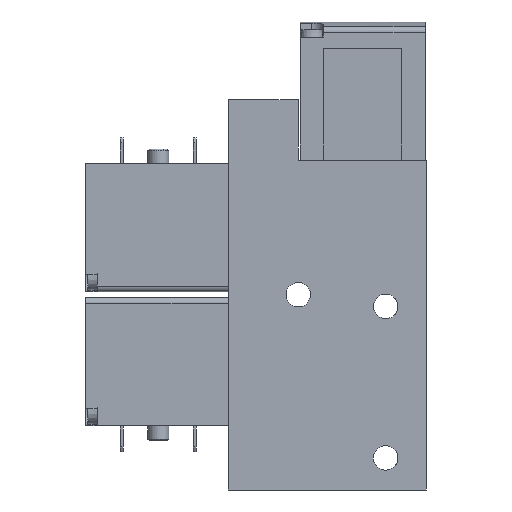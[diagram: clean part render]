
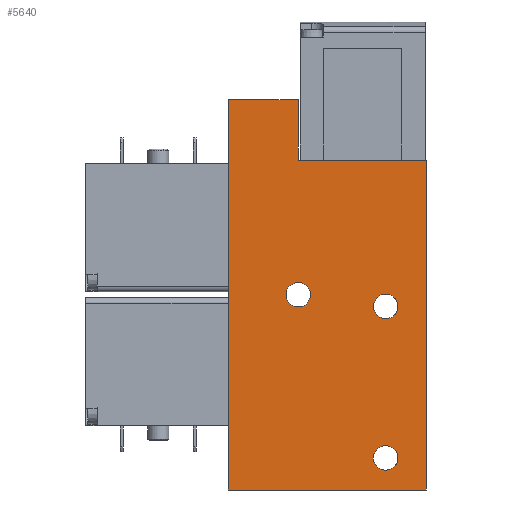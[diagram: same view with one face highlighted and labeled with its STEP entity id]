
A CAD part, left-side view. The second image highlights one B-rep face of the part: STEP entity #5640.
In plain terms, the highlighted planar face has unit normal (-1, 0, 0).
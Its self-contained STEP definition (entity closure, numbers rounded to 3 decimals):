
#50=PLANE('',#5903);
#163=LINE('',#7623,#519);
#197=LINE('',#7753,#553);
#200=LINE('',#7759,#556);
#219=LINE('',#7794,#575);
#222=LINE('',#7806,#578);
#225=LINE('',#7819,#581);
#519=VECTOR('',#6345,1000.);
#553=VECTOR('',#6413,1000.);
#556=VECTOR('',#6418,1000.);
#575=VECTOR('',#6439,1000.);
#578=VECTOR('',#6450,1000.);
#581=VECTOR('',#6463,1000.);
#1005=ORIENTED_EDGE('',*,*,#2125,.T.);
#1006=ORIENTED_EDGE('',*,*,#2091,.T.);
#1007=ORIENTED_EDGE('',*,*,#2088,.T.);
#1008=ORIENTED_EDGE('',*,*,#2047,.F.);
#1009=ORIENTED_EDGE('',*,*,#2127,.F.);
#1010=ORIENTED_EDGE('',*,*,#2121,.F.);
#1011=ORIENTED_EDGE('',*,*,#2115,.F.);
#1012=ORIENTED_EDGE('',*,*,#2096,.F.);
#1013=ORIENTED_EDGE('',*,*,#2093,.F.);
#2047=EDGE_CURVE('',#2631,#2632,#163,.T.);
#2088=EDGE_CURVE('',#2667,#2667,#3038,.T.);
#2091=EDGE_CURVE('',#2670,#2670,#3040,.T.);
#2093=EDGE_CURVE('',#2632,#2672,#197,.T.);
#2096=EDGE_CURVE('',#2672,#2674,#200,.T.);
#2115=EDGE_CURVE('',#2674,#2689,#219,.T.);
#2121=EDGE_CURVE('',#2689,#2694,#222,.T.);
#2125=EDGE_CURVE('',#2697,#2697,#3045,.T.);
#2127=EDGE_CURVE('',#2694,#2631,#225,.T.);
#2631=VERTEX_POINT('',#7624);
#2632=VERTEX_POINT('',#7625);
#2667=VERTEX_POINT('',#7706);
#2670=VERTEX_POINT('',#7731);
#2672=VERTEX_POINT('',#7754);
#2674=VERTEX_POINT('',#7760);
#2689=VERTEX_POINT('',#7795);
#2694=VERTEX_POINT('',#7807);
#2697=VERTEX_POINT('',#7815);
#3038=CIRCLE('',#5884,2.1);
#3040=CIRCLE('',#5887,2.1);
#3045=CIRCLE('',#5897,2.1);
#3284=EDGE_LOOP('',(#1005));
#3285=EDGE_LOOP('',(#1006));
#3286=EDGE_LOOP('',(#1007));
#3287=EDGE_LOOP('',(#1008,#1009,#1010,#1011,#1012,#1013));
#3592=FACE_BOUND('',#3284,.T.);
#3593=FACE_BOUND('',#3285,.T.);
#3594=FACE_BOUND('',#3286,.T.);
#3595=FACE_BOUND('',#3287,.T.);
#5640=ADVANCED_FACE('',(#3592,#3593,#3594,#3595),#50,.F.);
#5884=AXIS2_PLACEMENT_3D('',#7705,#6403,#6404);
#5887=AXIS2_PLACEMENT_3D('',#7730,#6409,#6410);
#5897=AXIS2_PLACEMENT_3D('',#7814,#6457,#6458);
#5903=AXIS2_PLACEMENT_3D('',#7862,#6489,#6490);
#6345=DIRECTION('',(0.,0.,1.));
#6403=DIRECTION('',(1.,0.,0.));
#6404=DIRECTION('',(0.,0.,-1.));
#6409=DIRECTION('',(1.,0.,0.));
#6410=DIRECTION('',(0.,0.,-1.));
#6413=DIRECTION('',(0.,-1.,0.));
#6418=DIRECTION('',(0.,0.,-1.));
#6439=DIRECTION('',(0.,-1.,0.));
#6450=DIRECTION('',(0.,0.,-1.));
#6457=DIRECTION('',(1.,0.,0.));
#6458=DIRECTION('',(0.,0.,-1.));
#6463=DIRECTION('',(0.,1.,0.));
#6489=DIRECTION('',(1.,0.,0.));
#6490=DIRECTION('',(0.,0.,-1.));
#7623=CARTESIAN_POINT('',(-7.5,34.,0.));
#7624=CARTESIAN_POINT('',(-7.5,34.,0.));
#7625=CARTESIAN_POINT('',(-7.5,34.,67.));
#7705=CARTESIAN_POINT('',(-7.5,7.,5.5));
#7706=CARTESIAN_POINT('',(-7.5,7.,3.4));
#7730=CARTESIAN_POINT('',(-7.5,7.,31.5));
#7731=CARTESIAN_POINT('',(-7.5,7.,29.4));
#7753=CARTESIAN_POINT('',(-7.5,34.,67.));
#7754=CARTESIAN_POINT('',(-7.5,22.,67.));
#7759=CARTESIAN_POINT('',(-7.5,22.,67.));
#7760=CARTESIAN_POINT('',(-7.5,22.,56.6));
#7794=CARTESIAN_POINT('',(-7.5,22.,56.6));
#7795=CARTESIAN_POINT('',(-7.5,0.,56.6));
#7806=CARTESIAN_POINT('',(-7.5,0.,56.6));
#7807=CARTESIAN_POINT('',(-7.5,0.,0.));
#7814=CARTESIAN_POINT('',(-7.5,22.,33.5));
#7815=CARTESIAN_POINT('',(-7.5,22.,31.4));
#7819=CARTESIAN_POINT('',(-7.5,0.,0.));
#7862=CARTESIAN_POINT('',(-7.5,0.,0.));
